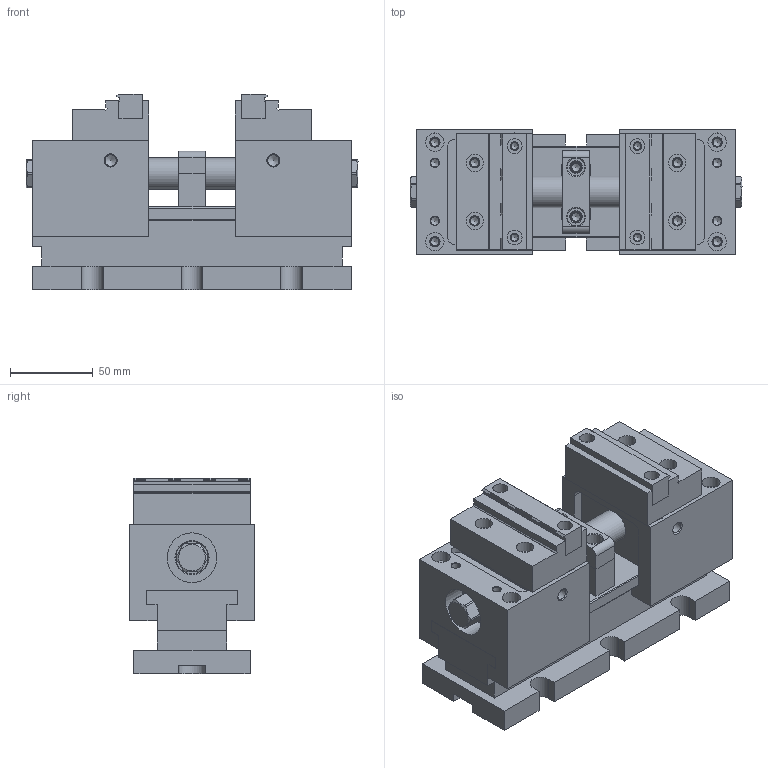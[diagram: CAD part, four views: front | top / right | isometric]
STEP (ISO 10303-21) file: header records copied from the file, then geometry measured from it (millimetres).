
FILE_DESCRIPTION(/* description */ (''),/* implementation_level */ '2;1');
FILE_NAME(/* name */ '24-75_Mordaza.stp',/* time_stamp */ '2016-10-24T18:42:08+02:00',/* author */ (''),/* organization */ (''),/* preprocessor_version */ 'ST-DEVELOPER v15',/* originating_system */ 'SIEMENS PLM Software NX 9.0',/* authorisation */ '');
FILE_SCHEMA (('CONFIG_CONTROL_DESIGN'));
Length unit declared in the file: millimetre
Products named in the file (1): 24-75_Mordaza
Bounding box: 200 x 75 x 118 mm (x, y, z)
Volume: 1076619.5 mm3; surface area: 210768.5 mm2
Topology: 12 solids, 24 shells, 583 faces, 1450 edges, 949 vertices
Faces by surface type: plane 296, cylinder 171, cone 114, bspline 2
Full cylindrical faces by diameter (mm): 2.5 x4, 3.5 x4, 4.2 x4, 5 x26, 5.2 x4, 6.2 x16, 6.5 x8, 6.8 x4, 8 x4, 9 x4, 10.5 x10, 11 x8, 13.5 x1, 19 x2, 19.5 x4, 19.7 x2, 20 x2, 22 x2, 30 x6, 34 x4
Entity records: 15416 total; most frequent: CARTESIAN_POINT 2754, DIRECTION 2632, ORIENTED_EDGE 2156, EDGE_CURVE 1078, AXIS2_PLACEMENT_3D 992, EDGE_LOOP 918, VERTEX_POINT 854, FACE_BOUND 705
